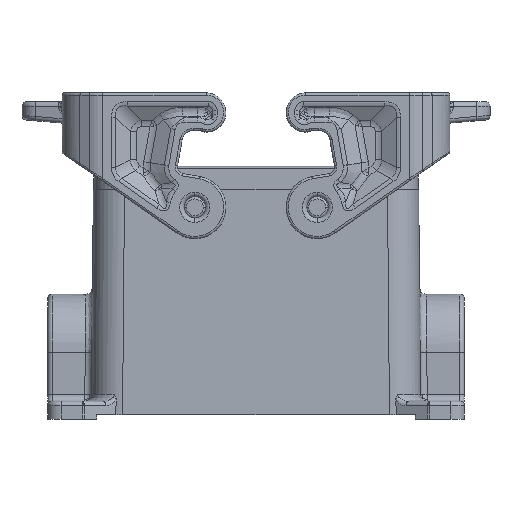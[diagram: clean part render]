
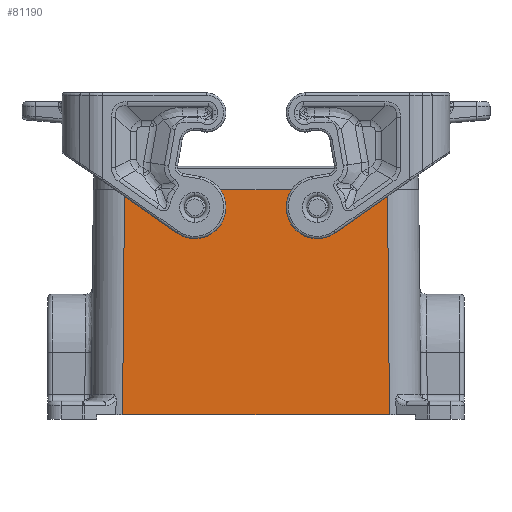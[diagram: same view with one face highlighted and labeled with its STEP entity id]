
A CAD part, front view. The second image highlights one B-rep face of the part: STEP entity #81190.
In plain terms, the highlighted face is planar.
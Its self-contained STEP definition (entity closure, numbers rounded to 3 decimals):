
#810=CARTESIAN_POINT('',(63.325,69.408,0.));
#820=VERTEX_POINT('',#810);
#870=CARTESIAN_POINT('',(63.325,0.,0.));
#880=DIRECTION('',(0.,-1.,0.));
#890=VECTOR('',#880,1.);
#900=LINE('',#870,#890);
#910=CARTESIAN_POINT('',(63.325,10.407,0.));
#920=VERTEX_POINT('',#910);
#930=EDGE_CURVE('',#820,#920,#900,.T.);
#80510=CARTESIAN_POINT('',(63.325,3.407,0.));
#80520=DIRECTION('',(1.,0.,0.009));
#80530=DIRECTION('',(0.,-1.,0.));
#80540=AXIS2_PLACEMENT_3D('',#80510,#80520,#80530);
#80550=PLANE('',#80540);
#80560=CARTESIAN_POINT('',(63.324,69.407,
0.061));
#80570=DIRECTION('',(-0.009,-0.009,
1.));
#80580=VECTOR('',#80570,1.);
#80590=LINE('',#80560,#80580);
#80600=CARTESIAN_POINT('',(63.766,69.848,-50.5));
#80610=VERTEX_POINT('',#80600);
#80620=EDGE_CURVE('',#80610,#820,#80590,.T.);
#80630=ORIENTED_EDGE('',*,*,#80620,.T.);
#80640=CARTESIAN_POINT('',(63.766,0.,-50.5));
#80650=DIRECTION('',(0.,-1.,0.));
#80660=VECTOR('',#80650,1.);
#80670=LINE('',#80640,#80660);
#80680=CARTESIAN_POINT('',(63.766,9.966,-50.5));
#80690=VERTEX_POINT('',#80680);
#80700=EDGE_CURVE('',#80610,#80690,#80670,.T.);
#80710=ORIENTED_EDGE('',*,*,#80700,.F.);
#80720=CARTESIAN_POINT('',(63.324,10.408,
0.061));
#80730=DIRECTION('',(-0.009,0.009,
1.));
#80740=VECTOR('',#80730,1.);
#80750=LINE('',#80720,#80740);
#80760=EDGE_CURVE('',#80690,#920,#80750,.T.);
#80770=ORIENTED_EDGE('',*,*,#80760,.F.);
#80780=ORIENTED_EDGE('',*,*,#930,.T.);
#80790=EDGE_LOOP('',(#80780,#80770,#80710,#80630));
#80800=FACE_OUTER_BOUND('',#80790,.T.);
#80810=CARTESIAN_POINT('',(63.36,53.657,
-4.));
#80820=DIRECTION('',(1.,0.,0.009));
#80830=DIRECTION('',(0.009,0.,
-1.));
#80840=AXIS2_PLACEMENT_3D('',#80810,#80820,#80830);
#80850=ELLIPSE('',#80840,3.4,3.4);
#80860=CARTESIAN_POINT('',(63.39,53.657,
-7.4));
#80870=VERTEX_POINT('',#80860);
#80880=CARTESIAN_POINT('',(63.36,57.057,
-4.));
#80890=VERTEX_POINT('',#80880);
#80900=EDGE_CURVE('',#80870,#80890,#80850,.T.);
#80910=ORIENTED_EDGE('',*,*,#80900,.F.);
#80920=CARTESIAN_POINT('',(63.36,50.257,
-4.));
#80930=VERTEX_POINT('',#80920);
#80940=EDGE_CURVE('',#80890,#80930,#80850,.T.);
#80950=ORIENTED_EDGE('',*,*,#80940,.F.);
#80960=EDGE_CURVE('',#80930,#80870,#80850,.T.);
#80970=ORIENTED_EDGE('',*,*,#80960,.F.);
#80980=EDGE_LOOP('',(#80970,#80950,#80910));
#80990=FACE_BOUND('',#80980,.T.);
#81000=CARTESIAN_POINT('',(63.36,26.157,
-4.));
#81010=DIRECTION('',(1.,0.,0.009));
#81020=DIRECTION('',(0.009,0.,-1.));
#81030=AXIS2_PLACEMENT_3D('',#81000,#81010,#81020);
#81040=ELLIPSE('',#81030,3.4,3.4);
#81050=CARTESIAN_POINT('',(63.39,26.157,
-7.4));
#81060=VERTEX_POINT('',#81050);
#81070=CARTESIAN_POINT('',(63.36,29.557,
-4.));
#81080=VERTEX_POINT('',#81070);
#81090=EDGE_CURVE('',#81060,#81080,#81040,.T.);
#81100=ORIENTED_EDGE('',*,*,#81090,.F.);
#81110=CARTESIAN_POINT('',(63.36,22.757,
-4.));
#81120=VERTEX_POINT('',#81110);
#81130=EDGE_CURVE('',#81080,#81120,#81040,.T.);
#81140=ORIENTED_EDGE('',*,*,#81130,.F.);
#81150=EDGE_CURVE('',#81120,#81060,#81040,.T.);
#81160=ORIENTED_EDGE('',*,*,#81150,.F.);
#81170=EDGE_LOOP('',(#81160,#81140,#81100));
#81180=FACE_BOUND('',#81170,.T.);
#81190=ADVANCED_FACE('',(#80800,#80990,#81180),#80550,.T.);
